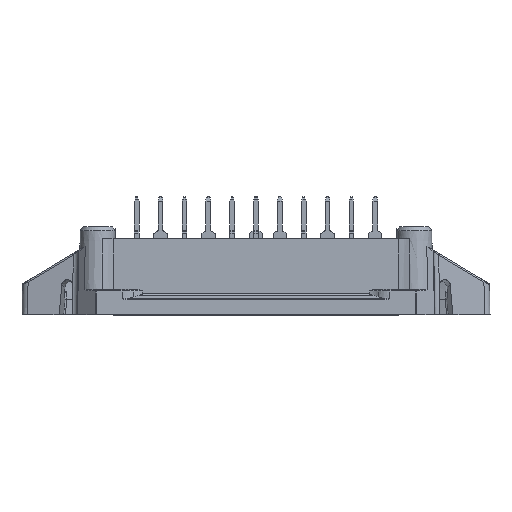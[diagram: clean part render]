
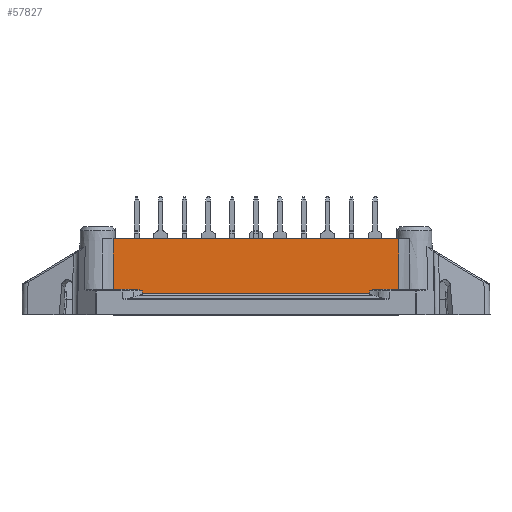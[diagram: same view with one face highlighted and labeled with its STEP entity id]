
A CAD part, front view. The second image highlights one B-rep face of the part: STEP entity #57827.
In plain terms, the highlighted planar face has unit normal (0, -1, 0.018).
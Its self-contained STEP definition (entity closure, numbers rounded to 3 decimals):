
#3124=B_SPLINE_CURVE_WITH_KNOTS('',3,(#80072,#80073,#80074,#80075,#80076,
#80077,#80078),.UNSPECIFIED.,.F.,.F.,(4,1,1,1,4),(0.,
0.,0.,0.,0.001),
 .UNSPECIFIED.);
#3134=B_SPLINE_CURVE_WITH_KNOTS('',3,(#80216,#80217,#80218,#80219),
 .UNSPECIFIED.,.F.,.F.,(4,4),(0.,0.001),
 .UNSPECIFIED.);
#3135=B_SPLINE_CURVE_WITH_KNOTS('',3,(#80233,#80234,#80235,#80236),
 .UNSPECIFIED.,.F.,.F.,(4,4),(0.001,0.001),
 .UNSPECIFIED.);
#3159=B_SPLINE_CURVE_WITH_KNOTS('',3,(#80523,#80524,#80525,#80526),
 .UNSPECIFIED.,.F.,.F.,(4,4),(0.,0.007),
 .UNSPECIFIED.);
#3161=B_SPLINE_CURVE_WITH_KNOTS('',3,(#80535,#80536,#80537,#80538,#80539,
#80540),.UNSPECIFIED.,.F.,.F.,(4,1,1,4),(0.,0.,0.001,
0.001),.UNSPECIFIED.);
#3162=B_SPLINE_CURVE_WITH_KNOTS('',3,(#80552,#80553,#80554,#80555),
 .UNSPECIFIED.,.F.,.F.,(4,4),(0.,0.007),.UNSPECIFIED.);
#5150=ORIENTED_EDGE('',*,*,#17208,.T.);
#5151=ORIENTED_EDGE('',*,*,#17164,.T.);
#5152=ORIENTED_EDGE('',*,*,#17215,.T.);
#5153=ORIENTED_EDGE('',*,*,#17157,.T.);
#5154=ORIENTED_EDGE('',*,*,#17234,.F.);
#5155=ORIENTED_EDGE('',*,*,#17303,.T.);
#5156=ORIENTED_EDGE('',*,*,#16536,.T.);
#5157=ORIENTED_EDGE('',*,*,#17312,.T.);
#5158=ORIENTED_EDGE('',*,*,#17313,.T.);
#5159=ORIENTED_EDGE('',*,*,#17306,.T.);
#16536=EDGE_CURVE('',#22723,#22722,#26282,.F.);
#17157=EDGE_CURVE('',#23278,#23279,#3124,.T.);
#17164=EDGE_CURVE('',#23283,#23285,#26561,.F.);
#17208=EDGE_CURVE('',#23313,#23283,#3134,.T.);
#17215=EDGE_CURVE('',#23285,#23278,#3135,.T.);
#17234=EDGE_CURVE('',#23331,#23279,#26581,.F.);
#17303=EDGE_CURVE('',#23331,#22723,#3159,.T.);
#17306=EDGE_CURVE('',#23374,#23313,#3161,.T.);
#17312=EDGE_CURVE('',#22722,#23378,#3162,.T.);
#17313=EDGE_CURVE('',#23378,#23374,#26611,.F.);
#22722=VERTEX_POINT('',#78297);
#22723=VERTEX_POINT('',#78299);
#23278=VERTEX_POINT('',#80079);
#23279=VERTEX_POINT('',#80080);
#23283=VERTEX_POINT('',#80094);
#23285=VERTEX_POINT('',#80103);
#23313=VERTEX_POINT('',#80220);
#23331=VERTEX_POINT('',#80279);
#23374=VERTEX_POINT('',#80541);
#23378=VERTEX_POINT('',#80556);
#26282=LINE('',#78298,#30188);
#26561=LINE('',#80104,#30467);
#26581=LINE('',#80280,#30487);
#26611=LINE('',#80557,#30517);
#30188=VECTOR('',#65369,1000.);
#30467=VECTOR('',#66286,1000.);
#30487=VECTOR('',#66432,1000.);
#30517=VECTOR('',#66558,1000.);
#34066=EDGE_LOOP('',(#5150,#5151,#5152,#5153,#5154,#5155,#5156,#5157,#5158,
#5159));
#36694=FACE_BOUND('',#34066,.T.);
#39132=PLANE('',#60887);
#57827=ADVANCED_FACE('',(#36694),#39132,.T.);
#60887=AXIS2_PLACEMENT_3D('',#80551,#66556,#66557);
#65369=DIRECTION('',(1.,0.,0.));
#66286=DIRECTION('',(-1.,0.,0.));
#66432=DIRECTION('',(1.,0.,0.));
#66556=DIRECTION('',(0.,-1.,0.017));
#66557=DIRECTION('',(0.,0.017,1.));
#66558=DIRECTION('',(-1.,0.,0.));
#78297=CARTESIAN_POINT('',(-19.154,-16.103,10.2));
#78298=CARTESIAN_POINT('',(-26.5,-16.103,10.2));
#78299=CARTESIAN_POINT('',(19.154,-16.103,10.2));
#80072=CARTESIAN_POINT('',(15.277,-16.225,3.203));
#80073=CARTESIAN_POINT('',(15.277,-16.224,3.233));
#80074=CARTESIAN_POINT('',(15.331,-16.223,3.273));
#80075=CARTESIAN_POINT('',(15.431,-16.223,3.319));
#80076=CARTESIAN_POINT('',(15.627,-16.222,3.377));
#80077=CARTESIAN_POINT('',(15.794,-16.221,3.4));
#80078=CARTESIAN_POINT('',(15.909,-16.221,3.4));
#80079=CARTESIAN_POINT('',(15.277,-16.225,3.203));
#80080=CARTESIAN_POINT('',(15.909,-16.221,3.4));
#80094=CARTESIAN_POINT('',(-15.277,-16.231,2.822));
#80103=CARTESIAN_POINT('',(15.277,-16.231,2.822));
#80104=CARTESIAN_POINT('',(15.276,-16.231,2.822));
#80216=CARTESIAN_POINT('',(-15.277,-16.225,3.203));
#80217=CARTESIAN_POINT('',(-15.277,-16.227,3.076));
#80218=CARTESIAN_POINT('',(-15.277,-16.229,2.949));
#80219=CARTESIAN_POINT('',(-15.277,-16.231,2.822));
#80220=CARTESIAN_POINT('',(-15.277,-16.225,3.203));
#80233=CARTESIAN_POINT('',(15.277,-16.231,2.822));
#80234=CARTESIAN_POINT('',(15.277,-16.229,2.949));
#80235=CARTESIAN_POINT('',(15.277,-16.227,3.076));
#80236=CARTESIAN_POINT('',(15.277,-16.225,3.203));
#80279=CARTESIAN_POINT('',(19.136,-16.221,3.4));
#80280=CARTESIAN_POINT('',(-26.5,-16.221,3.4));
#80523=CARTESIAN_POINT('',(19.136,-16.221,3.4));
#80524=CARTESIAN_POINT('',(19.142,-16.182,5.667));
#80525=CARTESIAN_POINT('',(19.148,-16.142,7.933));
#80526=CARTESIAN_POINT('',(19.154,-16.103,10.2));
#80535=CARTESIAN_POINT('',(-15.909,-16.221,3.4));
#80536=CARTESIAN_POINT('',(-15.794,-16.221,3.4));
#80537=CARTESIAN_POINT('',(-15.619,-16.222,3.378));
#80538=CARTESIAN_POINT('',(-15.415,-16.223,3.31));
#80539=CARTESIAN_POINT('',(-15.277,-16.224,3.262));
#80540=CARTESIAN_POINT('',(-15.277,-16.225,3.203));
#80541=CARTESIAN_POINT('',(-15.909,-16.221,3.4));
#80551=CARTESIAN_POINT('',(-26.5,-16.23,2.9));
#80552=CARTESIAN_POINT('',(-19.154,-16.103,10.2));
#80553=CARTESIAN_POINT('',(-19.148,-16.142,7.933));
#80554=CARTESIAN_POINT('',(-19.142,-16.182,5.667));
#80555=CARTESIAN_POINT('',(-19.136,-16.221,3.4));
#80556=CARTESIAN_POINT('',(-19.136,-16.221,3.4));
#80557=CARTESIAN_POINT('',(-26.5,-16.221,3.4));
